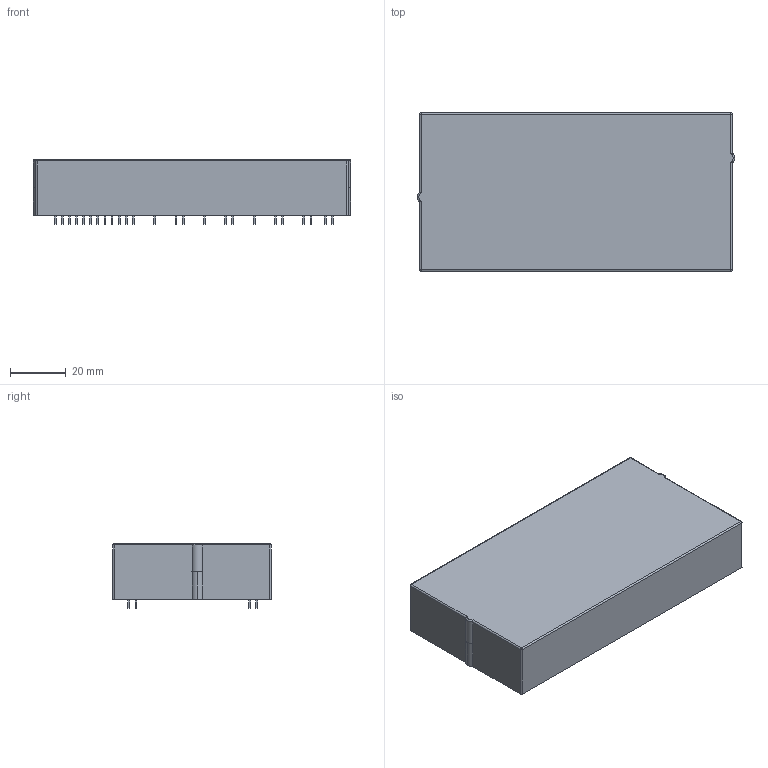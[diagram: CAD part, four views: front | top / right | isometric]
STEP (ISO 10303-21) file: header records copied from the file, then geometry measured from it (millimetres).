
FILE_DESCRIPTION((''),'2;1');
FILE_NAME('SEMIKRON_SKHI 61 R.stp','2013-04-29T16:27:31',(''),(''),'Mechanical Desktop 2011','Mechanical Desktop 2011',', , ');
FILE_SCHEMA(('AUTOMOTIVE_DESIGN { 1 2 10303 214 1 1 1 1 }'));
Length unit declared in the file: millimetre
Products named in the file (1): Product
Bounding box: 113.4 x 56.7 x 23.2 mm (x, y, z)
Volume: 120895.1 mm3; surface area: 20883.8 mm2
Topology: 58 solids, 58 shells, 380 faces, 776 edges, 508 vertices
Faces by surface type: plane 352, cylinder 22, sphere 4, torus 2
Entity records: 9789 total; most frequent: CARTESIAN_POINT 1713, DIRECTION 1576, ORIENTED_EDGE 1544, EDGE_CURVE 772, VECTOR 722, LINE 722, VERTEX_POINT 508, AXIS2_PLACEMENT_3D 427
